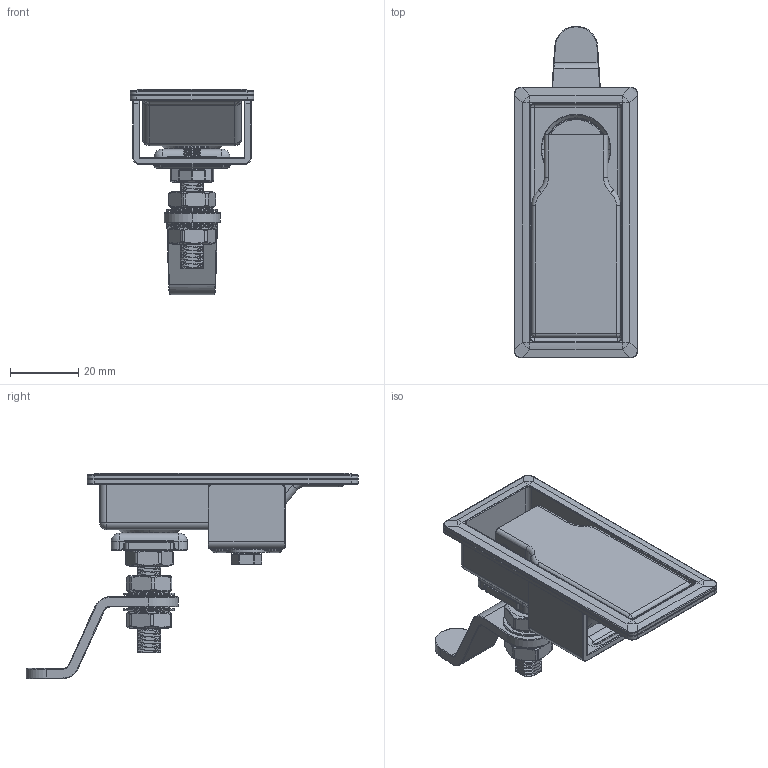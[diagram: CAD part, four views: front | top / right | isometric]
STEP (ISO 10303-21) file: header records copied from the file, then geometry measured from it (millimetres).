
FILE_DESCRIPTION (( 'STEP AP214' ), '1' );
FILE_NAME ('SLS-731.STEP', '2018-09-20T05:25:53', ( '' ), ( '' ), 'SwSTEP 2.0', 'SolidWorks 2010', '' );
FILE_SCHEMA (( 'AUTOMOTIVE_DESIGN' ));
Length unit declared in the file: millimetre
Products named in the file (19): 基座; 方向固定座; M5華司; 不鏽鋼圓形墊片; 內齒華司; M6螺絲固定座; M5X12螺絲; M8螺母; 防水墊圈(內); S16擋片; 壓板; 彈簧固定座(內); 防水墊片; 螺柱固定座; 手柄; 螺柱; 方向固定片; 不鏽鋼插銷; SLS-731
Assembly tree (21 placements, depth 2):
  SLS-731
    壓板
    M6螺絲固定座
    方向固定片
    不鏽鋼插銷
    M5X12螺絲
    內齒華司  x2
    防水墊片
    手柄
    防水墊圈(內)
    M5華司
    彈簧固定座(內)
    不鏽鋼圓形墊片
    M8螺母  x3
    螺柱固定座
    方向固定座
    S16擋片
    螺柱
    基座
Bounding box: 36.2 x 97.15 x 60.12 mm (x, y, z)
Volume: 24361.4 mm3; surface area: 33834.8 mm2
Topology: 21 solids, 21 shells, 2619 faces, 6068 edges, 3454 vertices
Faces by surface type: cylinder 1046, plane 602, torus 490, bspline 404, sphere 53, cone 24
Entity records: 94023 total; most frequent: CARTESIAN_POINT 39943, DIRECTION 11504, ORIENTED_EDGE 11360, EDGE_CURVE 5680, AXIS2_PLACEMENT_3D 4895, VERTEX_POINT 3258, CIRCLE 2758, EDGE_LOOP 2518
